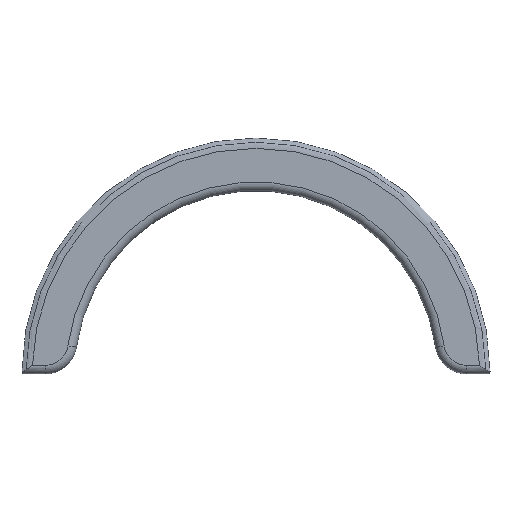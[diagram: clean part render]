
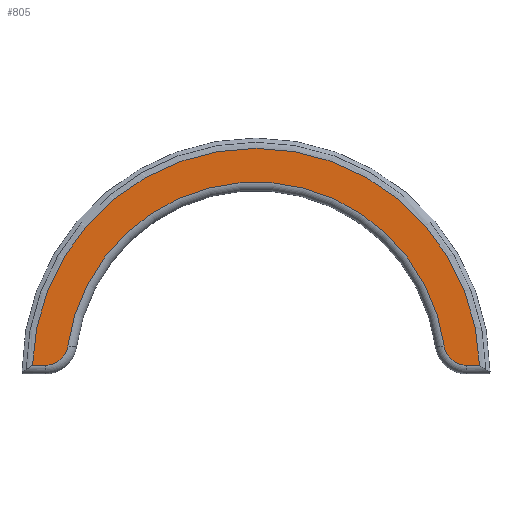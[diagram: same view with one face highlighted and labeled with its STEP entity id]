
A CAD part, top view. The second image highlights one B-rep face of the part: STEP entity #805.
In plain terms, the highlighted planar face has unit normal (0, 0, 1).
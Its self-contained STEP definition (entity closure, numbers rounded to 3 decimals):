
#8 = FACE_OUTER_BOUND ( 'NONE', #1237, .T. ) ;
#34 = CIRCLE ( 'NONE', #241, 30.733 ) ;
#63 = CARTESIAN_POINT ( 'NONE',  ( 287.228, 9.267, 2.5 ) ) ;
#64 = VECTOR ( 'NONE', #720, 1000. ) ;
#100 = CIRCLE ( 'NONE', #398, 305.289 ) ;
#101 = ORIENTED_EDGE ( 'NONE', *, *, #106, .F. ) ;
#106 = EDGE_CURVE ( 'NONE', #218, #852, #792, .T. ) ;
#132 = CARTESIAN_POINT ( 'NONE',  ( 0., 0., 2.5 ) ) ;
#133 = EDGE_CURVE ( 'NONE', #1009, #1110, #100, .T. ) ;
#218 = VERTEX_POINT ( 'NONE', #799 ) ;
#241 = AXIS2_PLACEMENT_3D ( 'NONE', #1268, #526, #1249 ) ;
#250 = CARTESIAN_POINT ( 'NONE',  ( 309.228, 0., 2.5 ) ) ;
#251 = ORIENTED_EDGE ( 'NONE', *, *, #770, .F. ) ;
#253 = CARTESIAN_POINT ( 'NONE',  ( -287.228, 40., 2.5 ) ) ;
#280 = EDGE_CURVE ( 'NONE', #1009, #1385, #747, .T. ) ;
#307 = DIRECTION ( 'NONE',  ( -1., 0., 0. ) ) ;
#314 = CARTESIAN_POINT ( 'NONE',  ( 0., 0., 2.5 ) ) ;
#337 = CARTESIAN_POINT ( 'NONE',  ( -305.148, 9.267, 2.5 ) ) ;
#396 = ORIENTED_EDGE ( 'NONE', *, *, #438, .F. ) ;
#398 = AXIS2_PLACEMENT_3D ( 'NONE', #132, #758, #629 ) ;
#438 = EDGE_CURVE ( 'NONE', #852, #1110, #1035, .T. ) ;
#466 = CARTESIAN_POINT ( 'NONE',  ( 305.148, 9.267, 2.5 ) ) ;
#475 = CARTESIAN_POINT ( 'NONE',  ( 309.228, 9.267, 2.5 ) ) ;
#526 = DIRECTION ( 'NONE',  ( 0., 0., -1. ) ) ;
#626 = DIRECTION ( 'NONE',  ( -1., 0., 0. ) ) ;
#629 = DIRECTION ( 'NONE',  ( -1., 0., 0. ) ) ;
#659 = DIRECTION ( 'NONE',  ( 0., 0., 1. ) ) ;
#661 = ORIENTED_EDGE ( 'NONE', *, *, #133, .T. ) ;
#678 = AXIS2_PLACEMENT_3D ( 'NONE', #250, #755, #626 ) ;
#697 = AXIS2_PLACEMENT_3D ( 'NONE', #314, #659, #307 ) ;
#720 = DIRECTION ( 'NONE',  ( -1., 0., 0. ) ) ;
#747 = LINE ( 'NONE', #475, #64 ) ;
#755 = DIRECTION ( 'NONE',  ( 0., 0., -1. ) ) ;
#758 = DIRECTION ( 'NONE',  ( 0., 0., 1. ) ) ;
#770 = EDGE_CURVE ( 'NONE', #1385, #920, #34, .T. ) ;
#787 = PLANE ( 'NONE',  #678 ) ;
#792 = CIRCLE ( 'NONE', #1129, 30.733 ) ;
#799 = CARTESIAN_POINT ( 'NONE',  ( -256.789, 35.761, 2.5 ) ) ;
#805 = ADVANCED_FACE ( 'NONE', ( #8 ), #787, .F. ) ;
#852 = VERTEX_POINT ( 'NONE', #951 ) ;
#907 = EDGE_CURVE ( 'NONE', #920, #218, #1261, .T. ) ;
#913 = VECTOR ( 'NONE', #1383, 1000. ) ;
#920 = VERTEX_POINT ( 'NONE', #1192 ) ;
#951 = CARTESIAN_POINT ( 'NONE',  ( -287.228, 9.267, 2.5 ) ) ;
#1003 = ORIENTED_EDGE ( 'NONE', *, *, #907, .F. ) ;
#1009 = VERTEX_POINT ( 'NONE', #466 ) ;
#1035 = LINE ( 'NONE', #1401, #913 ) ;
#1110 = VERTEX_POINT ( 'NONE', #337 ) ;
#1116 = DIRECTION ( 'NONE',  ( -1., 0., 0. ) ) ;
#1127 = DIRECTION ( 'NONE',  ( 0., 0., -1. ) ) ;
#1129 = AXIS2_PLACEMENT_3D ( 'NONE', #253, #1127, #1116 ) ;
#1192 = CARTESIAN_POINT ( 'NONE',  ( 256.789, 35.761, 2.5 ) ) ;
#1237 = EDGE_LOOP ( 'NONE', ( #1470, #661, #396, #101, #1003, #251 ) ) ;
#1249 = DIRECTION ( 'NONE',  ( -1., 0., 0. ) ) ;
#1261 = CIRCLE ( 'NONE', #697, 259.267 ) ;
#1268 = CARTESIAN_POINT ( 'NONE',  ( 287.228, 40., 2.5 ) ) ;
#1383 = DIRECTION ( 'NONE',  ( -1., 0., 0. ) ) ;
#1385 = VERTEX_POINT ( 'NONE', #63 ) ;
#1401 = CARTESIAN_POINT ( 'NONE',  ( 309.228, 9.267, 2.5 ) ) ;
#1470 = ORIENTED_EDGE ( 'NONE', *, *, #280, .F. ) ;
